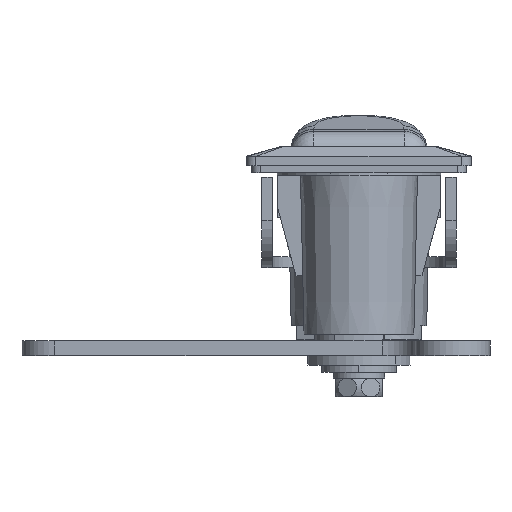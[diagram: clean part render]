
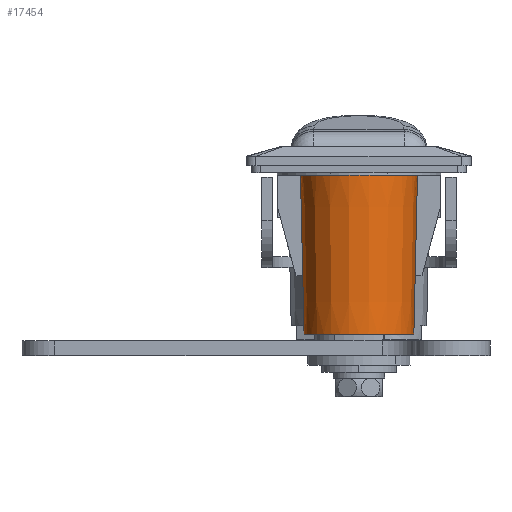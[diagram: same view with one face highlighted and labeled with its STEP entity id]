
A CAD part, front view. The second image highlights one B-rep face of the part: STEP entity #17454.
In plain terms, the highlighted conical face has half-angle 1.3 degrees and reference radius 12.5 mm.
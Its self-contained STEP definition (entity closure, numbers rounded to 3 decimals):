
#146 = EDGE_CURVE ( 'NONE', #6337, #15562, #497, .T. ) ;
#198 = EDGE_CURVE ( 'NONE', #2446, #3417, #4158, .T. ) ;
#497 = LINE ( 'NONE', #17158, #8241 ) ;
#833 = CIRCLE ( 'NONE', #6953, 12.5 ) ;
#1076 = DIRECTION ( 'NONE',  ( -1., 0., 0. ) ) ;
#1543 = DIRECTION ( 'NONE',  ( 0., 0., -1. ) ) ;
#1916 = CARTESIAN_POINT ( 'NONE',  ( 6.143, -153.886, -2. ) ) ;
#2248 = VERTEX_POINT ( 'NONE', #16458 ) ;
#2321 = CIRCLE ( 'NONE', #16546, 12.5 ) ;
#2380 = DIRECTION ( 'NONE',  ( 0., 0., -1. ) ) ;
#2435 = CARTESIAN_POINT ( 'NONE',  ( 0., -143., -2. ) ) ;
#2446 = VERTEX_POINT ( 'NONE', #1916 ) ;
#2477 = LINE ( 'NONE', #8391, #6548 ) ;
#2783 = EDGE_CURVE ( 'NONE', #3417, #17732, #833, .T. ) ;
#2809 = DIRECTION ( 'NONE',  ( 0., 0., -1. ) ) ;
#2992 = CARTESIAN_POINT ( 'NONE',  ( 0., -143., -2. ) ) ;
#3417 = VERTEX_POINT ( 'NONE', #4059 ) ;
#4059 = CARTESIAN_POINT ( 'NONE',  ( -6.143, -153.886, -2. ) ) ;
#4158 = CIRCLE ( 'NONE', #6700, 12.5 ) ;
#4672 = EDGE_CURVE ( 'NONE', #15562, #2446, #2321, .T. ) ;
#5115 = DIRECTION ( 'NONE',  ( 0., 0., 1. ) ) ;
#5266 = ORIENTED_EDGE ( 'NONE', *, *, #2783, .T. ) ;
#5617 = DIRECTION ( 'NONE',  ( -0.023, 0., 1. ) ) ;
#6337 = VERTEX_POINT ( 'NONE', #10487 ) ;
#6548 = VECTOR ( 'NONE', #5617, 1000. ) ;
#6588 = DIRECTION ( 'NONE',  ( 0., 0., -1. ) ) ;
#6700 = AXIS2_PLACEMENT_3D ( 'NONE', #2435, #2380, #10520 ) ;
#6953 = AXIS2_PLACEMENT_3D ( 'NONE', #2992, #2809, #9698 ) ;
#8241 = VECTOR ( 'NONE', #14427, 1000. ) ;
#8391 = CARTESIAN_POINT ( 'NONE',  ( -12.5, -143., -2. ) ) ;
#8403 = DIRECTION ( 'NONE',  ( -1., 0., 0. ) ) ;
#8839 = EDGE_CURVE ( 'NONE', #6337, #2248, #14226, .T. ) ;
#9111 = CONICAL_SURFACE ( 'NONE', #13695, 12.5, 0.023 ) ;
#9698 = DIRECTION ( 'NONE',  ( -1., 0., 0. ) ) ;
#9790 = CARTESIAN_POINT ( 'NONE',  ( 12.5, -143., -2. ) ) ;
#9839 = ORIENTED_EDGE ( 'NONE', *, *, #198, .T. ) ;
#9853 = ORIENTED_EDGE ( 'NONE', *, *, #4672, .T. ) ;
#10487 = CARTESIAN_POINT ( 'NONE',  ( 11.728, -143., -36. ) ) ;
#10520 = DIRECTION ( 'NONE',  ( -1., 0., 0. ) ) ;
#10898 = DIRECTION ( 'NONE',  ( 1., 0., 0. ) ) ;
#10973 = CARTESIAN_POINT ( 'NONE',  ( 0., -143., -2. ) ) ;
#11119 = CARTESIAN_POINT ( 'NONE',  ( -12.5, -143., -2. ) ) ;
#11762 = ORIENTED_EDGE ( 'NONE', *, *, #16669, .F. ) ;
#11882 = EDGE_LOOP ( 'NONE', ( #9853, #9839, #5266, #11762, #16826, #13643 ) ) ;
#13227 = AXIS2_PLACEMENT_3D ( 'NONE', #14800, #6588, #10898 ) ;
#13643 = ORIENTED_EDGE ( 'NONE', *, *, #146, .T. ) ;
#13695 = AXIS2_PLACEMENT_3D ( 'NONE', #17487, #5115, #1076 ) ;
#14226 = CIRCLE ( 'NONE', #13227, 11.728 ) ;
#14241 = FACE_OUTER_BOUND ( 'NONE', #11882, .T. ) ;
#14427 = DIRECTION ( 'NONE',  ( 0.023, 0., 1. ) ) ;
#14800 = CARTESIAN_POINT ( 'NONE',  ( 0., -143., -36. ) ) ;
#15562 = VERTEX_POINT ( 'NONE', #9790 ) ;
#16458 = CARTESIAN_POINT ( 'NONE',  ( -11.728, -143., -36. ) ) ;
#16546 = AXIS2_PLACEMENT_3D ( 'NONE', #10973, #1543, #8403 ) ;
#16669 = EDGE_CURVE ( 'NONE', #2248, #17732, #2477, .T. ) ;
#16826 = ORIENTED_EDGE ( 'NONE', *, *, #8839, .F. ) ;
#17158 = CARTESIAN_POINT ( 'NONE',  ( 12.5, -143., -2. ) ) ;
#17454 = ADVANCED_FACE ( 'NONE', ( #14241 ), #9111, .T. ) ;
#17487 = CARTESIAN_POINT ( 'NONE',  ( 0., -143., -2. ) ) ;
#17732 = VERTEX_POINT ( 'NONE', #11119 ) ;
